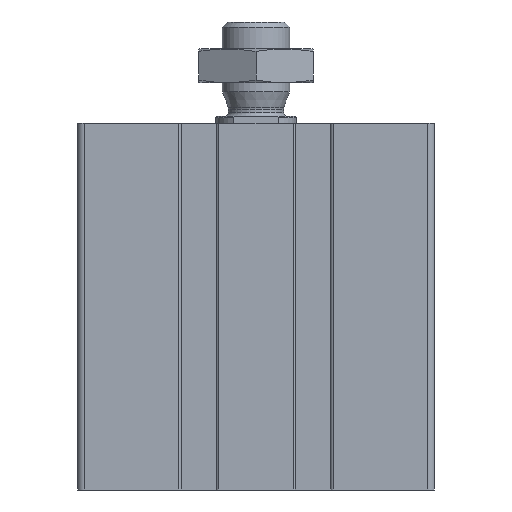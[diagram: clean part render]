
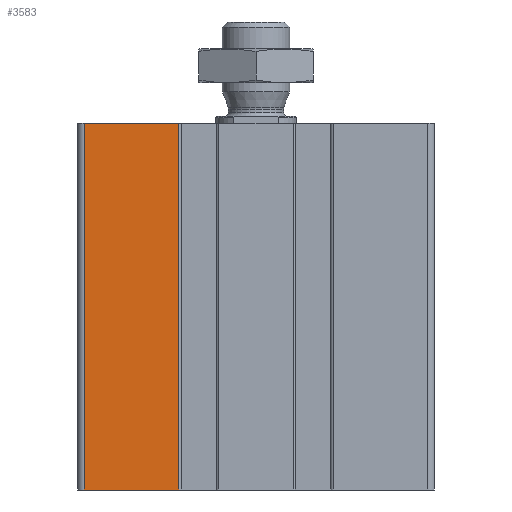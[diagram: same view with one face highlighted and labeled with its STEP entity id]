
A CAD part, front view. The second image highlights one B-rep face of the part: STEP entity #3583.
In plain terms, the highlighted planar face has unit normal (0, -1, 0).
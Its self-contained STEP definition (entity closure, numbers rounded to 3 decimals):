
#75=LINE('',#5488,#357);
#76=LINE('',#5490,#358);
#77=LINE('',#5492,#359);
#78=LINE('',#5494,#360);
#357=VECTOR('',#4319,1000.);
#358=VECTOR('',#4322,1000.);
#359=VECTOR('',#4323,1000.);
#360=VECTOR('',#4324,1000.);
#636=PLANE('',#3853);
#755=ORIENTED_EDGE('',*,*,#1788,.F.);
#756=ORIENTED_EDGE('',*,*,#1787,.F.);
#757=ORIENTED_EDGE('',*,*,#1789,.T.);
#758=ORIENTED_EDGE('',*,*,#1790,.T.);
#1787=EDGE_CURVE('',#2303,#2302,#75,.T.);
#1788=EDGE_CURVE('',#2302,#2304,#76,.T.);
#1789=EDGE_CURVE('',#2303,#2305,#77,.T.);
#1790=EDGE_CURVE('',#2305,#2304,#78,.T.);
#2302=VERTEX_POINT('',#5485);
#2303=VERTEX_POINT('',#5487);
#2304=VERTEX_POINT('',#5491);
#2305=VERTEX_POINT('',#5493);
#2888=EDGE_LOOP('',(#755,#756,#757,#758));
#3188=FACE_BOUND('',#2888,.T.);
#3583=ADVANCED_FACE('',(#3188),#636,.T.);
#3853=AXIS2_PLACEMENT_3D('',#5489,#4320,#4321);
#4319=DIRECTION('',(0.,0.,1.));
#4320=DIRECTION('',(0.,-1.,0.));
#4321=DIRECTION('',(0.,0.,-1.));
#4322=DIRECTION('',(1.,0.,0.));
#4323=DIRECTION('',(1.,0.,0.));
#4324=DIRECTION('',(0.,0.,1.));
#5485=CARTESIAN_POINT('',(-25.5,-26.5,0.));
#5487=CARTESIAN_POINT('',(-25.5,-26.5,-54.5));
#5488=CARTESIAN_POINT('',(-25.5,-26.5,-54.5));
#5489=CARTESIAN_POINT('',(-25.5,-26.5,-54.5));
#5490=CARTESIAN_POINT('',(-25.5,-26.5,0.));
#5491=CARTESIAN_POINT('',(-11.5,-26.5,0.));
#5492=CARTESIAN_POINT('',(-25.5,-26.5,-54.5));
#5493=CARTESIAN_POINT('',(-11.5,-26.5,-54.5));
#5494=CARTESIAN_POINT('',(-11.5,-26.5,-54.5));
